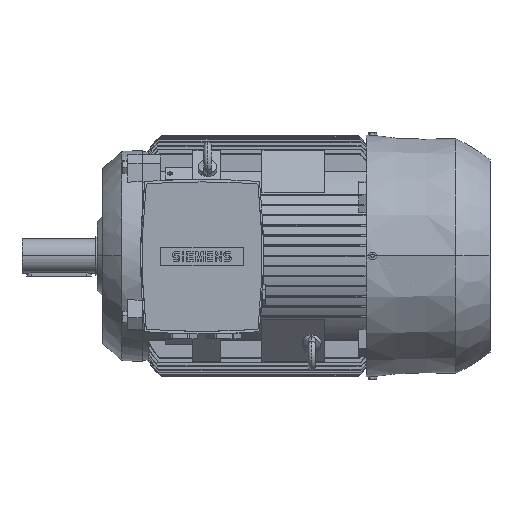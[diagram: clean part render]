
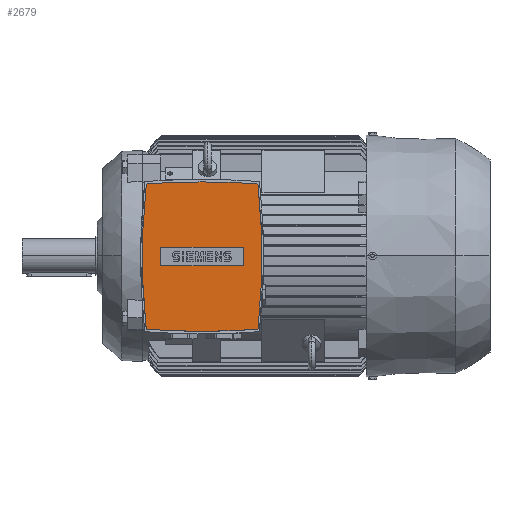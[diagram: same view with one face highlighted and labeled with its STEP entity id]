
A CAD part, top view. The second image highlights one B-rep face of the part: STEP entity #2679.
In plain terms, the highlighted planar face has unit normal (0, 0, 1).
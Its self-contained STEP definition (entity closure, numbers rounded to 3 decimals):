
#2679=ADVANCED_FACE('',(#5791,#5792),#5793,.T.);
#5791=FACE_BOUND('',#9344,.T.);
#5792=FACE_OUTER_BOUND('',#9345,.T.);
#5793=PLANE('',#9346);
#9344=EDGE_LOOP('',(#17672,#17673,#17674,#17675));
#9345=EDGE_LOOP('',(#17676,#17677,#17678,#17679,#17680,#17681));
#9346=AXIS2_PLACEMENT_3D('',#17682,#17683,#17684);
#17672=ORIENTED_EDGE('',*,*,#24686,.T.);
#17673=ORIENTED_EDGE('',*,*,#24690,.T.);
#17674=ORIENTED_EDGE('',*,*,#24693,.T.);
#17675=ORIENTED_EDGE('',*,*,#24695,.T.);
#17676=ORIENTED_EDGE('',*,*,#24770,.T.);
#17677=ORIENTED_EDGE('',*,*,#24772,.T.);
#17678=ORIENTED_EDGE('',*,*,#22169,.T.);
#17679=ORIENTED_EDGE('',*,*,#24764,.T.);
#17680=ORIENTED_EDGE('',*,*,#22180,.T.);
#17681=ORIENTED_EDGE('',*,*,#24761,.T.);
#17682=CARTESIAN_POINT('',(65.0,-1.0,214.5));
#17683=DIRECTION('',(0.0,0.0,1.0));
#17684=DIRECTION('',(0.0,-1.0,0.0));
#22169=EDGE_CURVE('',#26888,#26892,#26894,.T.);
#22180=EDGE_CURVE('',#26914,#26911,#26915,.T.);
#24686=EDGE_CURVE('',#30667,#30665,#30668,.T.);
#24690=EDGE_CURVE('',#30665,#30671,#30673,.T.);
#24693=EDGE_CURVE('',#30671,#30675,#30677,.T.);
#24695=EDGE_CURVE('',#30675,#30667,#30679,.T.);
#24761=EDGE_CURVE('',#26911,#30769,#30771,.T.);
#24764=EDGE_CURVE('',#26892,#26914,#30774,.T.);
#24770=EDGE_CURVE('',#30769,#30779,#30781,.T.);
#24772=EDGE_CURVE('',#30779,#26888,#30783,.T.);
#26888=VERTEX_POINT('',#35005);
#26892=VERTEX_POINT('',#35010);
#26894=CIRCLE('',#35013,828.12);
#26911=VERTEX_POINT('',#35071);
#26914=VERTEX_POINT('',#35075);
#26915=CIRCLE('',#35076,828.12);
#30665=VERTEX_POINT('',#46838);
#30667=VERTEX_POINT('',#46841);
#30668=LINE('',#46842,#46843);
#30671=VERTEX_POINT('',#46847);
#30673=LINE('',#46850,#46851);
#30675=VERTEX_POINT('',#46853);
#30677=LINE('',#46856,#46857);
#30679=LINE('',#46859,#46860);
#30769=VERTEX_POINT('',#47008);
#30771=CIRCLE('',#47011,828.12);
#30774=CIRCLE('',#47014,717.2);
#30779=VERTEX_POINT('',#47020);
#30781=CIRCLE('',#47023,717.2);
#30783=CIRCLE('',#47025,828.12);
#35005=CARTESIAN_POINT('',(65.,-82.0,214.5));
#35010=CARTESIAN_POINT('',(125.661,-79.775,214.5));
#35013=AXIS2_PLACEMENT_3D('',#51084,#51085,#51086);
#35071=CARTESIAN_POINT('',(65.,80.0,214.5));
#35075=CARTESIAN_POINT('',(125.661,77.775,214.5));
#35076=AXIS2_PLACEMENT_3D('',#51100,#51101,#51102);
#46838=CARTESIAN_POINT('',(20.0,-11.05,214.5));
#46841=CARTESIAN_POINT('',(110.0,-11.05,214.5));
#46842=CARTESIAN_POINT('',(65.0,-11.05,214.5));
#46843=VECTOR('',#53248,1.0);
#46847=CARTESIAN_POINT('',(20.0,9.05,214.5));
#46850=CARTESIAN_POINT('',(20.0,-1.0,214.5));
#46851=VECTOR('',#53251,1.0);
#46853=CARTESIAN_POINT('',(110.0,9.05,214.5));
#46856=CARTESIAN_POINT('',(65.0,9.05,214.5));
#46857=VECTOR('',#53253,1.0);
#46859=CARTESIAN_POINT('',(110.0,-1.0,214.5));
#46860=VECTOR('',#53254,1.0);
#47008=CARTESIAN_POINT('',(4.339,77.775,214.5));
#47011=AXIS2_PLACEMENT_3D('',#53352,#53353,#53354);
#47014=AXIS2_PLACEMENT_3D('',#53355,#53356,#53357);
#47020=CARTESIAN_POINT('',(4.339,-79.775,214.5));
#47023=AXIS2_PLACEMENT_3D('',#53360,#53361,#53362);
#47025=AXIS2_PLACEMENT_3D('',#53363,#53364,#53365);
#51084=CARTESIAN_POINT('',(65.0,746.12,214.5));
#51085=DIRECTION('',(0.0,-0.0,1.0));
#51086=DIRECTION('',(0.0,1.0,0.0));
#51100=CARTESIAN_POINT('',(65.0,-748.12,214.5));
#51101=DIRECTION('',(0.0,-0.0,1.0));
#51102=DIRECTION('',(0.0,1.0,0.0));
#53248=DIRECTION('',(-1.0,0.0,0.0));
#53251=DIRECTION('',(0.0,1.0,0.0));
#53253=DIRECTION('',(1.0,0.0,-0.0));
#53254=DIRECTION('',(0.0,-1.0,0.0));
#53352=CARTESIAN_POINT('',(65.0,-748.12,214.5));
#53353=DIRECTION('',(0.0,-0.0,1.0));
#53354=DIRECTION('',(0.0,1.0,0.0));
#53355=CARTESIAN_POINT('',(-587.2,-1.0,214.5));
#53356=DIRECTION('',(0.0,-0.0,1.0));
#53357=DIRECTION('',(0.0,1.0,0.0));
#53360=CARTESIAN_POINT('',(717.2,-1.0,214.5));
#53361=DIRECTION('',(0.0,-0.0,1.0));
#53362=DIRECTION('',(0.0,1.0,0.0));
#53363=CARTESIAN_POINT('',(65.0,746.12,214.5));
#53364=DIRECTION('',(0.0,-0.0,1.0));
#53365=DIRECTION('',(0.0,1.0,0.0));
